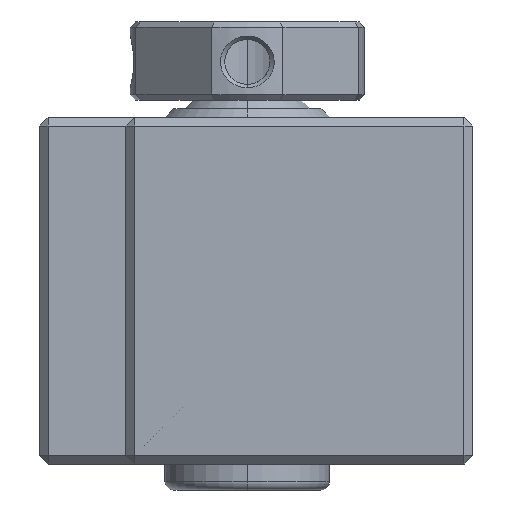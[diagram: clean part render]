
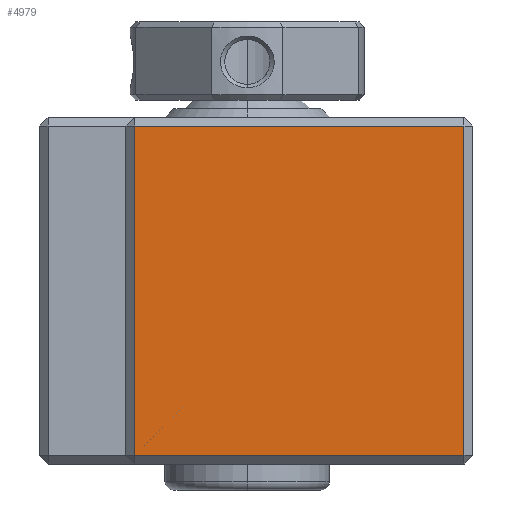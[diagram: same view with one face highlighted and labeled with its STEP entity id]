
A CAD part, left-side view. The second image highlights one B-rep face of the part: STEP entity #4979.
In plain terms, the highlighted planar face has unit normal (-1, 0, 0).
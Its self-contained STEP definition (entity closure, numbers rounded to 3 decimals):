
#4867=CARTESIAN_POINT('',(-21.,0.5,9.5));
#4868=VERTEX_POINT('',#4867);
#4891=CARTESIAN_POINT('',(-21.,0.5,-9.5));
#4892=VERTEX_POINT('',#4891);
#4893=CARTESIAN_POINT('',(-21.,0.5,-9.5));
#4894=DIRECTION('',(0.,0.,1.));
#4895=VECTOR('',#4894,19.);
#4896=LINE('',#4893,#4895);
#4897=EDGE_CURVE('',#4892,#4868,#4896,.T.);
#4930=CARTESIAN_POINT('',(-21.,19.5,-9.5));
#4931=VERTEX_POINT('',#4930);
#4947=CARTESIAN_POINT('',(-21.,19.5,-9.5));
#4948=DIRECTION('',(0.,-1.,0.));
#4949=VECTOR('',#4948,19.);
#4950=LINE('',#4947,#4949);
#4951=EDGE_CURVE('',#4931,#4892,#4950,.T.);
#4956=CARTESIAN_POINT('',(-21.,20.,10.));
#4957=DIRECTION('',(1.,0.,0.));
#4958=DIRECTION('',(0.,0.,-1.));
#4959=AXIS2_PLACEMENT_3D('',#4956,#4957,#4958);
#4960=PLANE('',#4959);
#4961=ORIENTED_EDGE('',*,*,#4951,.T.);
#4962=ORIENTED_EDGE('',*,*,#4897,.T.);
#4963=CARTESIAN_POINT('',(-21.,19.5,9.5));
#4964=VERTEX_POINT('',#4963);
#4965=CARTESIAN_POINT('',(-21.,0.5,9.5));
#4966=DIRECTION('',(0.,1.,0.));
#4967=VECTOR('',#4966,19.);
#4968=LINE('',#4965,#4967);
#4969=EDGE_CURVE('',#4868,#4964,#4968,.T.);
#4970=ORIENTED_EDGE('',*,*,#4969,.T.);
#4971=CARTESIAN_POINT('',(-21.,19.5,9.5));
#4972=DIRECTION('',(0.,0.,-1.));
#4973=VECTOR('',#4972,19.);
#4974=LINE('',#4971,#4973);
#4975=EDGE_CURVE('',#4964,#4931,#4974,.T.);
#4976=ORIENTED_EDGE('',*,*,#4975,.T.);
#4977=EDGE_LOOP('',(#4961,#4962,#4970,#4976));
#4978=FACE_BOUND('',#4977,.T.);
#4979=ADVANCED_FACE('NONE',(#4978),#4960,.F.);
